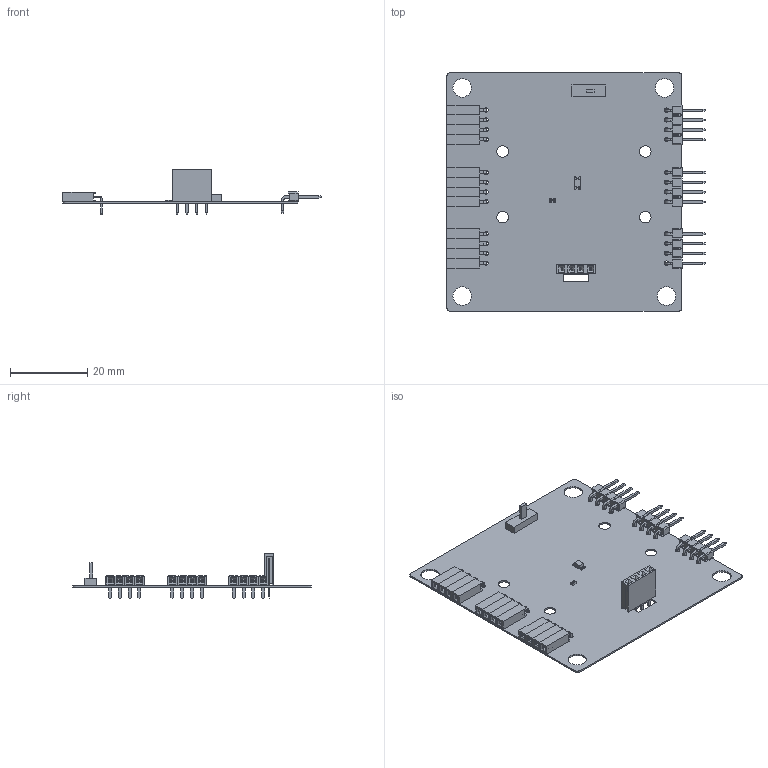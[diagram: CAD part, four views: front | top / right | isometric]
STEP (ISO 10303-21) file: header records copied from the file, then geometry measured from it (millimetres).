
FILE_DESCRIPTION(('Open CASCADE Model'),'2;1');
FILE_NAME('Open CASCADE Shape Model','2020-04-26T14:17:19',('Author'),( 'Open CASCADE'),'Open CASCADE STEP processor 6.8','Open CASCADE 6.8' ,'Unknown');
FILE_SCHEMA(('AUTOMOTIVE_DESIGN { 1 0 10303 214 1 1 1 1 }'));
Length unit declared in the file: millimetre
Products named in the file (21): PCB; Board; X?; pcb_connector_890-70-002-20-001101; User_Library-PBS_(DS1024); R2; chip_0603_r; VD2; User_Library-FYLS-1206; X1; X4; X2; X5; PBS-04; SA1; 1955390992; Extruded; 1955388272
Assembly tree (27 placements, depth 4):
  PCB
    Board
    X?
      pcb_connector_890-70-002-20-001101  x2
    X?
      User_Library-PBS_(DS1024)
    R2
      chip_0603_r
    VD2
      User_Library-FYLS-1206
    X1
      User_Library-PBS_(DS1024)
    X4
      pcb_connector_890-70-002-20-001101  x2
    X2
      User_Library-PBS_(DS1024)
    X5
      PBS-04
    SA1
      1955390992
        Extruded
      1955388272
        Extruded
    X?
      pcb_connector_890-70-002-20-001101  x2
Bounding box: 67.04 x 62 x 11.7 mm (x, y, z)
Volume: 2470.1 mm3; surface area: 11123.3 mm2
Topology: 31 solids, 31 shells, 1368 faces, 3615 edges, 2318 vertices
Faces by surface type: plane 1179, cylinder 140, bspline 49
Full cylindrical faces by diameter (mm): 0.9 x2, 1.1 x28, 3 x4, 4.8 x4
Entity records: 23779 total; most frequent: CARTESIAN_POINT 6324, ORIENTED_EDGE 3198, DIRECTION 2815, EDGE_CURVE 1599, LINE 1333, VECTOR 1333, VERTEX_POINT 1030, AXIS2_PLACEMENT_3D 741
